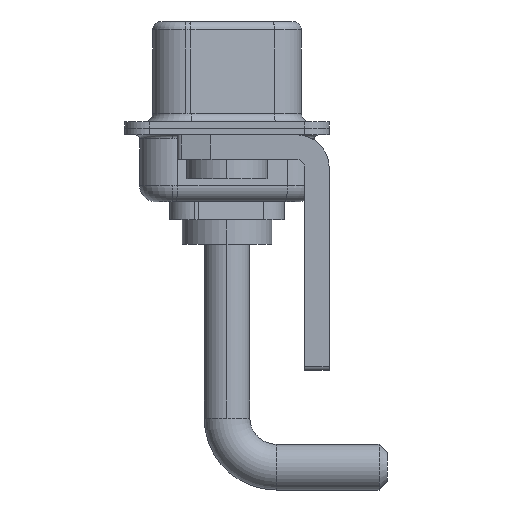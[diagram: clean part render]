
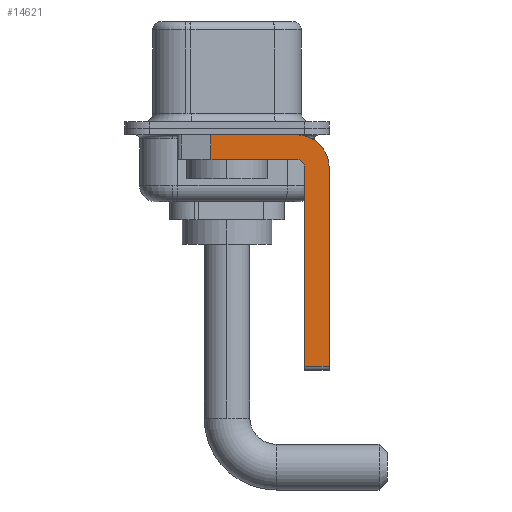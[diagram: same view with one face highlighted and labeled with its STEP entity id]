
A CAD part, left-side view. The second image highlights one B-rep face of the part: STEP entity #14621.
In plain terms, the highlighted planar face has unit normal (-1, 0, 0).
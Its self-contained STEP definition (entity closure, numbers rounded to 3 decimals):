
#64 = VECTOR ( 'NONE', #15088, 1000. ) ;
#613 = CARTESIAN_POINT ( 'NONE',  ( -2.9, -4.75, -14.8 ) ) ;
#998 = ORIENTED_EDGE ( 'NONE', *, *, #16734, .F. ) ;
#1156 = CARTESIAN_POINT ( 'NONE',  ( -2.9, -4.25, -0.4 ) ) ;
#1255 = DIRECTION ( 'NONE',  ( 1., 0., 0. ) ) ;
#1417 = LINE ( 'NONE', #13071, #12887 ) ;
#1512 = LINE ( 'NONE', #14532, #13158 ) ;
#2216 = ORIENTED_EDGE ( 'NONE', *, *, #6484, .T. ) ;
#2716 = DIRECTION ( 'NONE',  ( 0., 0., -1. ) ) ;
#3392 = ORIENTED_EDGE ( 'NONE', *, *, #13837, .F. ) ;
#3790 = DIRECTION ( 'NONE',  ( 0., -1., 0. ) ) ;
#3942 = DIRECTION ( 'NONE',  ( 0., 0., -1. ) ) ;
#4028 = EDGE_CURVE ( 'NONE', #11673, #11744, #13897, .T. ) ;
#4084 = CARTESIAN_POINT ( 'NONE',  ( -2.9, -6.25, -2.4 ) ) ;
#4145 = DIRECTION ( 'NONE',  ( 0., 1., 0. ) ) ;
#4951 = VECTOR ( 'NONE', #3790, 1000. ) ;
#5014 = CARTESIAN_POINT ( 'NONE',  ( -2.9, -4.25, -14.55 ) ) ;
#5291 = AXIS2_PLACEMENT_3D ( 'NONE', #16940, #1255, #3942 ) ;
#5348 = ORIENTED_EDGE ( 'NONE', *, *, #8635, .F. ) ;
#5555 = ORIENTED_EDGE ( 'NONE', *, *, #8383, .T. ) ;
#5926 = CARTESIAN_POINT ( 'NONE',  ( -2.9, -6.25, -14.55 ) ) ;
#6067 = DIRECTION ( 'NONE',  ( 0., 0., 1. ) ) ;
#6098 = EDGE_CURVE ( 'NONE', #15542, #8108, #9436, .T. ) ;
#6214 = FACE_OUTER_BOUND ( 'NONE', #13457, .T. ) ;
#6484 = EDGE_CURVE ( 'NONE', #14742, #15033, #1417, .T. ) ;
#6771 = CARTESIAN_POINT ( 'NONE',  ( -2.9, -4.75, -14.55 ) ) ;
#6852 = AXIS2_PLACEMENT_3D ( 'NONE', #11640, #15419, #15510 ) ;
#7491 = CARTESIAN_POINT ( 'NONE',  ( -2.9, 0.978, -1.9 ) ) ;
#7590 = CARTESIAN_POINT ( 'NONE',  ( -2.9, -4.75, -2.4 ) ) ;
#7753 = CARTESIAN_POINT ( 'NONE',  ( -2.9, -4.25, -1.9 ) ) ;
#8014 = CARTESIAN_POINT ( 'NONE',  ( -2.9, 0.978, -0.4 ) ) ;
#8108 = VERTEX_POINT ( 'NONE', #4084 ) ;
#8383 = EDGE_CURVE ( 'NONE', #11673, #11343, #11909, .T. ) ;
#8635 = EDGE_CURVE ( 'NONE', #11744, #13243, #13223, .T. ) ;
#9094 = AXIS2_PLACEMENT_3D ( 'NONE', #10792, #16033, #6067 ) ;
#9399 = VECTOR ( 'NONE', #12384, 1000. ) ;
#9436 = CIRCLE ( 'NONE', #5291, 2. ) ;
#9724 = CARTESIAN_POINT ( 'NONE',  ( -2.9, 3., -0.4 ) ) ;
#10568 = DIRECTION ( 'NONE',  ( 0., 0., -1. ) ) ;
#10792 = CARTESIAN_POINT ( 'NONE',  ( -2.9, -4.25, -2.4 ) ) ;
#11343 = VERTEX_POINT ( 'NONE', #5926 ) ;
#11467 = PLANE ( 'NONE',  #6852 ) ;
#11640 = CARTESIAN_POINT ( 'NONE',  ( -2.9, -4.25, -2.4 ) ) ;
#11673 = VERTEX_POINT ( 'NONE', #6771 ) ;
#11744 = VERTEX_POINT ( 'NONE', #7590 ) ;
#11909 = LINE ( 'NONE', #5014, #4951 ) ;
#12315 = VECTOR ( 'NONE', #4145, 1000. ) ;
#12384 = DIRECTION ( 'NONE',  ( 0., -1., 0. ) ) ;
#12485 = ORIENTED_EDGE ( 'NONE', *, *, #6098, .F. ) ;
#12887 = VECTOR ( 'NONE', #10568, 1000. ) ;
#12943 = EDGE_CURVE ( 'NONE', #13243, #15033, #14580, .T. ) ;
#13071 = CARTESIAN_POINT ( 'NONE',  ( -2.9, 0.978, -1.9 ) ) ;
#13158 = VECTOR ( 'NONE', #2716, 1000. ) ;
#13223 = CIRCLE ( 'NONE', #9094, 0.5 ) ;
#13243 = VERTEX_POINT ( 'NONE', #7753 ) ;
#13457 = EDGE_LOOP ( 'NONE', ( #998, #2216, #13739, #5348, #13650, #5555, #3392, #12485 ) ) ;
#13650 = ORIENTED_EDGE ( 'NONE', *, *, #4028, .F. ) ;
#13739 = ORIENTED_EDGE ( 'NONE', *, *, #12943, .F. ) ;
#13837 = EDGE_CURVE ( 'NONE', #8108, #11343, #1512, .T. ) ;
#13897 = LINE ( 'NONE', #613, #64 ) ;
#14532 = CARTESIAN_POINT ( 'NONE',  ( -2.9, -6.25, -2.4 ) ) ;
#14580 = LINE ( 'NONE', #15940, #12315 ) ;
#14621 = ADVANCED_FACE ( 'NONE', ( #6214 ), #11467, .F. ) ;
#14742 = VERTEX_POINT ( 'NONE', #8014 ) ;
#15033 = VERTEX_POINT ( 'NONE', #7491 ) ;
#15088 = DIRECTION ( 'NONE',  ( 0., 0., 1. ) ) ;
#15419 = DIRECTION ( 'NONE',  ( 1., 0., 0. ) ) ;
#15510 = DIRECTION ( 'NONE',  ( 0., 0., -1. ) ) ;
#15542 = VERTEX_POINT ( 'NONE', #1156 ) ;
#15940 = CARTESIAN_POINT ( 'NONE',  ( -2.9, -4.25, -1.9 ) ) ;
#16033 = DIRECTION ( 'NONE',  ( -1., 0., 0. ) ) ;
#16251 = LINE ( 'NONE', #9724, #9399 ) ;
#16734 = EDGE_CURVE ( 'NONE', #14742, #15542, #16251, .T. ) ;
#16940 = CARTESIAN_POINT ( 'NONE',  ( -2.9, -4.25, -2.4 ) ) ;
